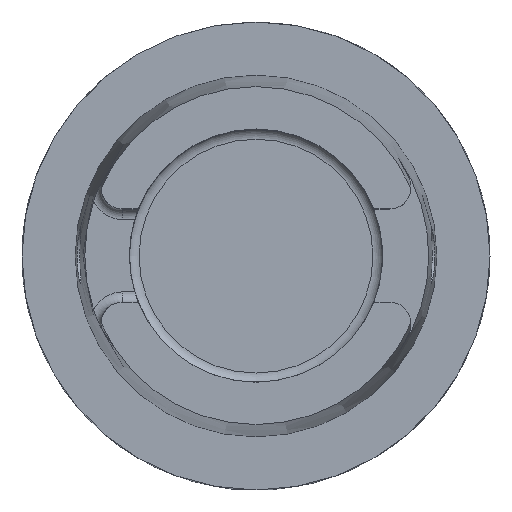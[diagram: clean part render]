
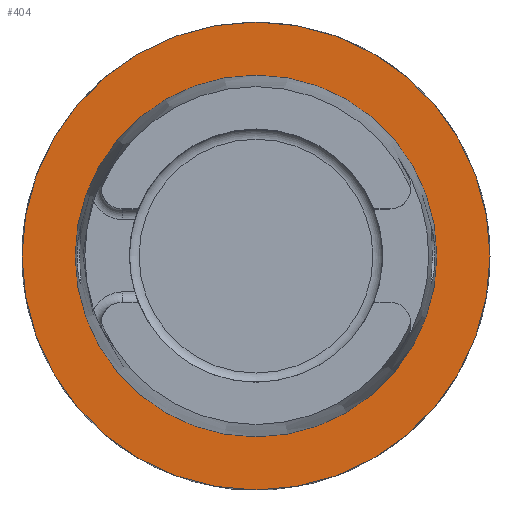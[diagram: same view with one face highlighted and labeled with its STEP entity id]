
A CAD part, top view. The second image highlights one B-rep face of the part: STEP entity #404.
In plain terms, the highlighted planar face has unit normal (0, 0, 1).
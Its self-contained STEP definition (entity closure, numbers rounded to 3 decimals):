
#61=PLANE('',#1393);
#162=CIRCLE('',#1356,31.47);
#180=CIRCLE('',#1391,24.321);
#404=ADVANCED_FACE('',(#483,#484),#61,.F.);
#483=FACE_BOUND('',#544,.T.);
#484=FACE_BOUND('',#545,.T.);
#544=EDGE_LOOP('',(#782));
#545=EDGE_LOOP('',(#783));
#782=ORIENTED_EDGE('',*,*,#1147,.T.);
#783=ORIENTED_EDGE('',*,*,#1223,.T.);
#1012=VERTEX_POINT('',#2236);
#1065=VERTEX_POINT('',#2531);
#1147=EDGE_CURVE('',#1012,#1012,#162,.T.);
#1223=EDGE_CURVE('',#1065,#1065,#180,.T.);
#1356=AXIS2_PLACEMENT_3D('',#2235,#1560,#1561);
#1391=AXIS2_PLACEMENT_3D('',#2530,#1668,#1669);
#1393=AXIS2_PLACEMENT_3D('',#2533,#1672,#1673);
#1560=DIRECTION('',(0.,0.,1.));
#1561=DIRECTION('',(1.,0.,0.));
#1668=DIRECTION('',(0.,0.,-1.));
#1669=DIRECTION('',(1.,0.,0.));
#1672=DIRECTION('',(0.,0.,-1.));
#1673=DIRECTION('',(1.,0.,0.));
#2235=CARTESIAN_POINT('',(0.,0.,0.));
#2236=CARTESIAN_POINT('',(31.47,0.,0.));
#2530=CARTESIAN_POINT('',(0.,0.,0.));
#2531=CARTESIAN_POINT('',(24.321,0.,0.));
#2533=CARTESIAN_POINT('',(0.,-25.43,0.));
